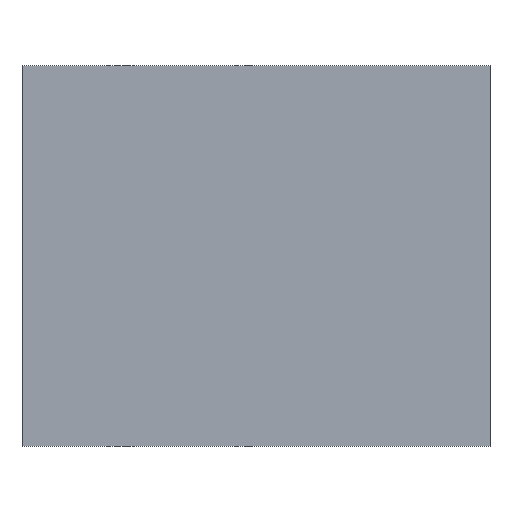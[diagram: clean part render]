
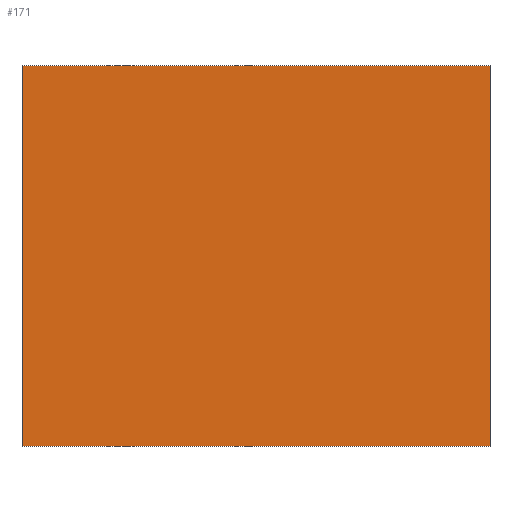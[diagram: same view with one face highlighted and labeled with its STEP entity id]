
A CAD part, front view. The second image highlights one B-rep face of the part: STEP entity #171.
In plain terms, the highlighted planar face has unit normal (0, -1, 0).
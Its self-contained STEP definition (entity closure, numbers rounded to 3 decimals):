
#1 = ORIENTED_EDGE ( 'NONE', *, *, #140, .F. ) ;
#13 = CARTESIAN_POINT ( 'NONE',  ( -35.913, 0., 44.353 ) ) ;
#30 = CARTESIAN_POINT ( 'NONE',  ( 50.279, 0., -25.678 ) ) ;
#37 = VECTOR ( 'NONE', #194, 1000. ) ;
#43 = CARTESIAN_POINT ( 'NONE',  ( 50.279, 0., -25.678 ) ) ;
#48 = DIRECTION ( 'NONE',  ( 0., 1., 0. ) ) ;
#54 = LINE ( 'NONE', #43, #37 ) ;
#57 = VECTOR ( 'NONE', #258, 1000. ) ;
#58 = CARTESIAN_POINT ( 'NONE',  ( -35.913, 0., 44.353 ) ) ;
#62 = VERTEX_POINT ( 'NONE', #58 ) ;
#75 = EDGE_CURVE ( 'NONE', #136, #218, #54, .T. ) ;
#85 = VECTOR ( 'NONE', #256, 1000. ) ;
#95 = CARTESIAN_POINT ( 'NONE',  ( 50.279, 0., 44.353 ) ) ;
#99 = DIRECTION ( 'NONE',  ( 0., 0., 1. ) ) ;
#100 = CARTESIAN_POINT ( 'NONE',  ( -35.913, 0., -25.678 ) ) ;
#128 = CARTESIAN_POINT ( 'NONE',  ( -35.913, 0., -25.678 ) ) ;
#136 = VERTEX_POINT ( 'NONE', #95 ) ;
#140 = EDGE_CURVE ( 'NONE', #254, #62, #311, .T. ) ;
#149 = DIRECTION ( 'NONE',  ( 0., 0., 1. ) ) ;
#162 = LINE ( 'NONE', #100, #85 ) ;
#171 = ADVANCED_FACE ( 'NONE', ( #287 ), #221, .F. ) ;
#176 = AXIS2_PLACEMENT_3D ( 'NONE', #248, #48, #99 ) ;
#188 = EDGE_LOOP ( 'NONE', ( #1, #285, #263, #192 ) ) ;
#191 = VECTOR ( 'NONE', #149, 1000. ) ;
#192 = ORIENTED_EDGE ( 'NONE', *, *, #305, .F. ) ;
#194 = DIRECTION ( 'NONE',  ( 0., 0., -1. ) ) ;
#218 = VERTEX_POINT ( 'NONE', #30 ) ;
#221 = PLANE ( 'NONE',  #176 ) ;
#248 = CARTESIAN_POINT ( 'NONE',  ( 0., 0., 0. ) ) ;
#254 = VERTEX_POINT ( 'NONE', #128 ) ;
#256 = DIRECTION ( 'NONE',  ( -1., 0., 0. ) ) ;
#258 = DIRECTION ( 'NONE',  ( 1., 0., 0. ) ) ;
#262 = EDGE_CURVE ( 'NONE', #218, #254, #162, .T. ) ;
#263 = ORIENTED_EDGE ( 'NONE', *, *, #75, .F. ) ;
#270 = CARTESIAN_POINT ( 'NONE',  ( -35.913, 0., -25.678 ) ) ;
#282 = LINE ( 'NONE', #13, #57 ) ;
#285 = ORIENTED_EDGE ( 'NONE', *, *, #262, .F. ) ;
#287 = FACE_OUTER_BOUND ( 'NONE', #188, .T. ) ;
#305 = EDGE_CURVE ( 'NONE', #62, #136, #282, .T. ) ;
#311 = LINE ( 'NONE', #270, #191 ) ;
